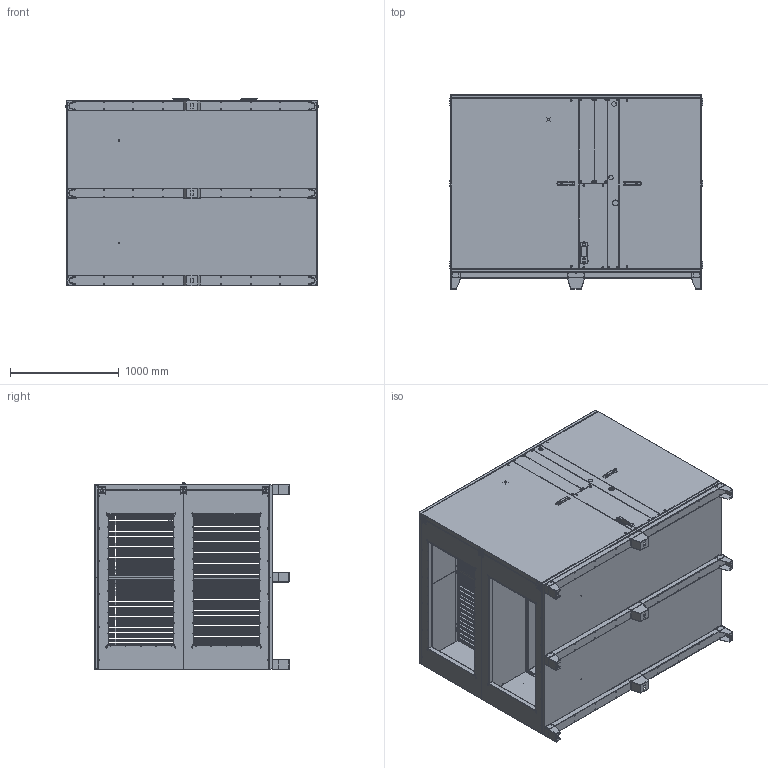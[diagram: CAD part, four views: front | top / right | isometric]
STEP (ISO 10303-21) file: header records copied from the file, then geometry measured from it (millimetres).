
FILE_DESCRIPTION (( 'STEP AP203' ), '1' );
FILE_NAME ('141061-ROTOK7600HWOJR_stp.STEP', '2017-09-13T09:46:26', ( '' ), ( '' ), 'SwSTEP 2.0', 'SolidWorks 2012', '' );
FILE_SCHEMA (( 'CONFIG_CONTROL_DESIGN' ));
Length unit declared in the file: millimetre
Products named in the file (1): 141061-ROTOK7600HWOJR_stp
Bounding box: 2330.25 x 1783.6 x 1720.26 mm (x, y, z)
Surface area: 66728552.4 mm2 (no closed solid volume)
Topology: 0 solids, 571 shells, 1545 faces, 13706 edges, 12628 vertices
Faces by surface type: plane 899, cylinder 485, cone 85, torus 62, bspline 14
Entity records: 134694 total; most frequent: CARTESIAN_POINT 32075, DIRECTION 21425, ORIENTED_EDGE 15209, EDGE_CURVE 13706, VERTEX_POINT 12628, LINE 8411, VECTOR 8411, AXIS2_PLACEMENT_3D 6507
